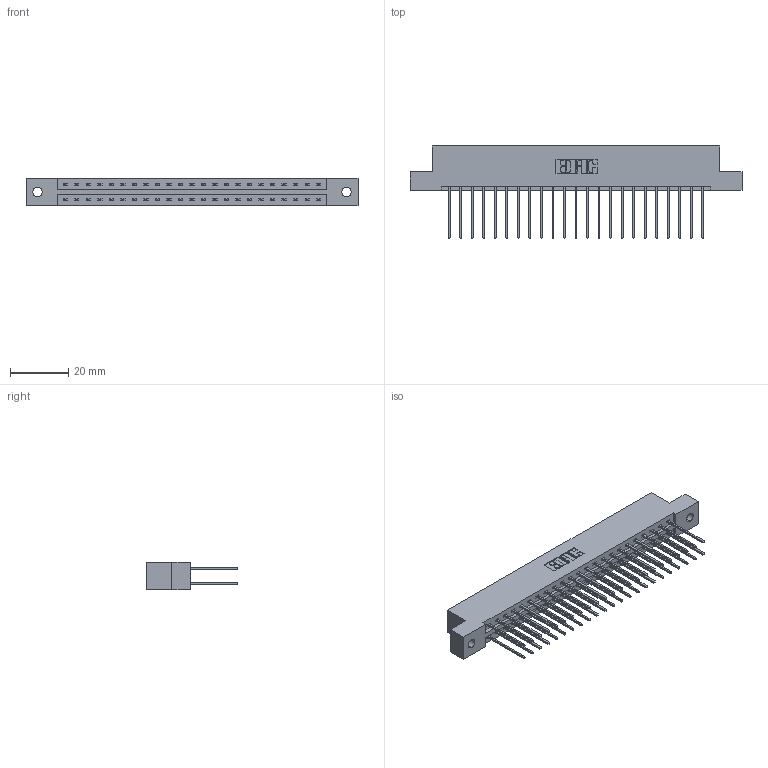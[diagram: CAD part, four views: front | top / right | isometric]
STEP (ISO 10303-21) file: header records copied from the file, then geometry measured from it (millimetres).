
FILE_DESCRIPTION (( 'STEP AP203' ), '1' );
FILE_NAME ('337-046-542-202.STEP', '2019-10-09T13:59:14', ( '' ), ( '' ), 'SwSTEP 2.0', 'SolidWorks 2016', '' );
FILE_SCHEMA (( 'CONFIG_CONTROL_DESIGN' ));
Length unit declared in the file: inch
Products named in the file (3): 345-292-001_345-293-142; 337-046-542-202; 337 Part_Flush Mounting Lugs - 0.128 Dia
Assembly tree (47 placements, depth 2):
  337-046-542-202
    337 Part_Flush Mounting Lugs - 0.128 Dia
    345-292-001_345-293-142  x46
Bounding box: 114.15 x 31.63 x 9.4 mm (x, y, z)
Volume: 11954.6 mm3; surface area: 14126.5 mm2
Topology: 47 solids, 47 shells, 2598 faces, 7717 edges, 5082 vertices
Faces by surface type: plane 1818, cylinder 780
Entity records: 20311 total; most frequent: CARTESIAN_POINT 3438, ORIENTED_EDGE 3374, DIRECTION 2959, EDGE_CURVE 1687, VECTOR 1559, LINE 1559, VERTEX_POINT 1122, AXIS2_PLACEMENT_3D 700
